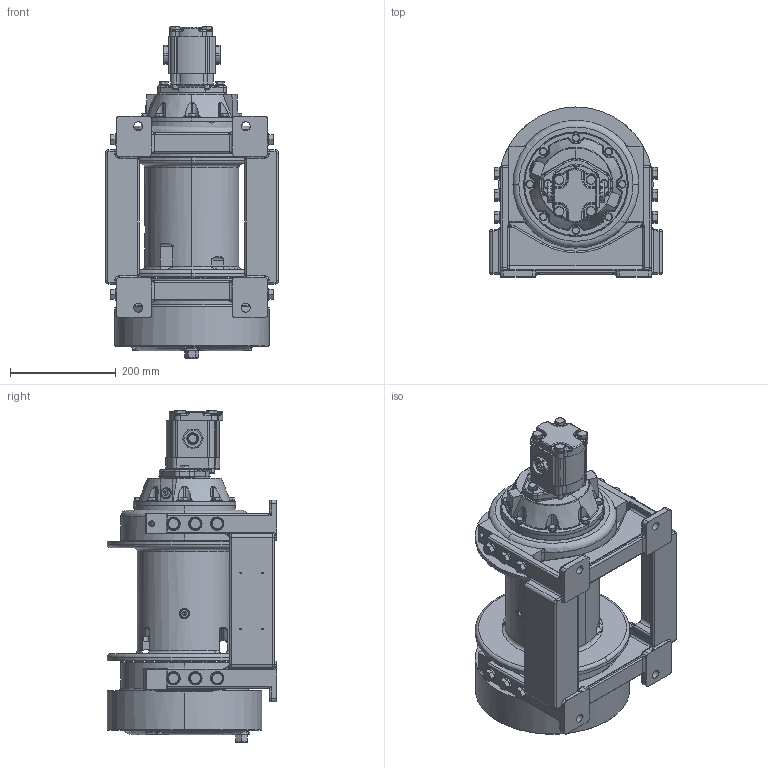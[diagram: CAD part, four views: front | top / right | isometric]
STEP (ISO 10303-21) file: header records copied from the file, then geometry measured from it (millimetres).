
FILE_DESCRIPTION((''),'2;1');
FILE_NAME('TWG-TEMP','2020-10-11T21:25:12',('Administrator'),(''),'CREO PARAMETRIC BY PTC INC, 2019292','CREO PARAMETRIC BY PTC INC, 2019292','');
FILE_SCHEMA(('AUTOMOTIVE_DESIGN { 1 0 10303 214 1 1 1 1 }'));
Products named in the file (1): TWG-TEMP
Bounding box: 327.02 x 320.87 x 627.48 mm (x, y, z)
Volume: 523.6 mm3; surface area: 1779587.6 mm2
Topology: 1 solids, 224 shells, 3302 faces, 11989 edges, 8603 vertices
Faces by surface type: cylinder 1209, plane 829, cone 457, torus 359, extrusion 256, bspline 160, sphere 32
Entity records: 186257 total; most frequent: CARTESIAN_POINT 67041, ORIENTED_EDGE 19215, DIRECTION 17714, EDGE_CURVE 11906, VERTEX_POINT 8603, AXIS2_PLACEMENT_3D 6351, VECTOR 5009, LINE 4753
